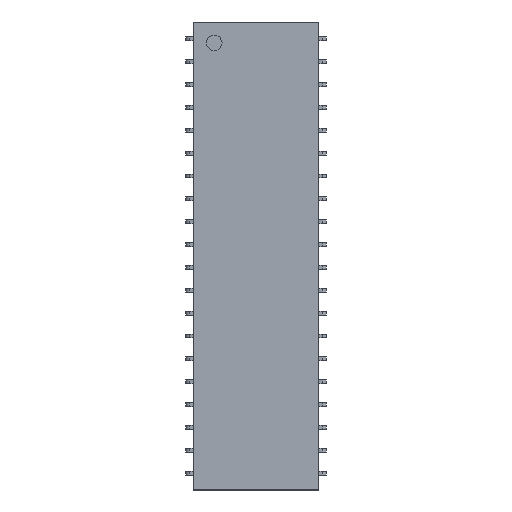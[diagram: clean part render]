
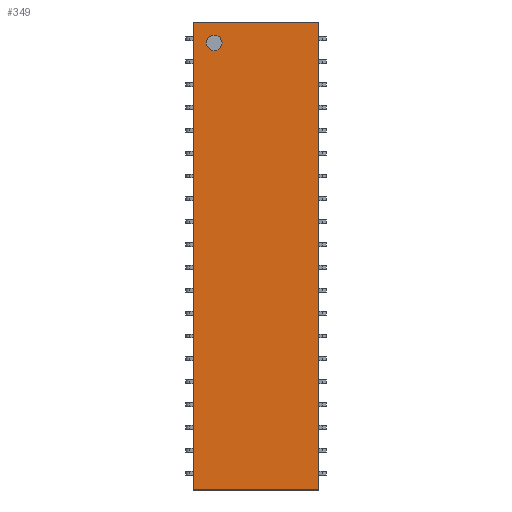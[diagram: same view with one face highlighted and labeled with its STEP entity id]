
A CAD part, top view. The second image highlights one B-rep face of the part: STEP entity #349.
In plain terms, the highlighted planar face has unit normal (0, 0, 1).
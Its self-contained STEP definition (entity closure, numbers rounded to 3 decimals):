
#285 = VERTEX_POINT('',#286);
#286 = CARTESIAN_POINT('',(0.,0.,3.56));
#301 = VERTEX_POINT('',#302);
#302 = CARTESIAN_POINT('',(0.,52.,3.56));
#308 = EDGE_CURVE('',#285,#301,#309,.T.);
#309 = LINE('',#310,#311);
#310 = CARTESIAN_POINT('',(0.,0.,3.56));
#311 = VECTOR('',#312,1.);
#312 = DIRECTION('',(-0.,1.,0.));
#331 = EDGE_CURVE('',#285,#332,#334,.T.);
#332 = VERTEX_POINT('',#333);
#333 = CARTESIAN_POINT('',(13.95,0.,3.56));
#334 = LINE('',#335,#336);
#335 = CARTESIAN_POINT('',(0.,0.,3.56));
#336 = VECTOR('',#337,1.);
#337 = DIRECTION('',(1.,0.,-0.));
#349 = ADVANCED_FACE('',(#350,#368),#379,.T.);
#350 = FACE_BOUND('',#351,.T.);
#351 = EDGE_LOOP('',(#352,#353,#354,#362));
#352 = ORIENTED_EDGE('',*,*,#308,.F.);
#353 = ORIENTED_EDGE('',*,*,#331,.T.);
#354 = ORIENTED_EDGE('',*,*,#355,.T.);
#355 = EDGE_CURVE('',#332,#356,#358,.T.);
#356 = VERTEX_POINT('',#357);
#357 = CARTESIAN_POINT('',(13.95,52.,3.56));
#358 = LINE('',#359,#360);
#359 = CARTESIAN_POINT('',(13.95,0.,3.56));
#360 = VECTOR('',#361,1.);
#361 = DIRECTION('',(-0.,1.,0.));
#362 = ORIENTED_EDGE('',*,*,#363,.F.);
#363 = EDGE_CURVE('',#301,#356,#364,.T.);
#364 = LINE('',#365,#366);
#365 = CARTESIAN_POINT('',(0.,52.,3.56));
#366 = VECTOR('',#367,1.);
#367 = DIRECTION('',(1.,0.,-0.));
#368 = FACE_BOUND('',#369,.T.);
#369 = EDGE_LOOP('',(#370));
#370 = ORIENTED_EDGE('',*,*,#371,.F.);
#371 = EDGE_CURVE('',#372,#372,#374,.T.);
#372 = VERTEX_POINT('',#373);
#373 = CARTESIAN_POINT('',(3.197,49.675,3.56));
#374 = CIRCLE('',#375,0.872);
#375 = AXIS2_PLACEMENT_3D('',#376,#377,#378);
#376 = CARTESIAN_POINT('',(2.325,49.675,3.56));
#377 = DIRECTION('',(0.,0.,1.));
#378 = DIRECTION('',(1.,0.,-0.));
#379 = PLANE('',#380);
#380 = AXIS2_PLACEMENT_3D('',#381,#382,#383);
#381 = CARTESIAN_POINT('',(0.,0.,3.56));
#382 = DIRECTION('',(0.,0.,1.));
#383 = DIRECTION('',(1.,0.,-0.));
